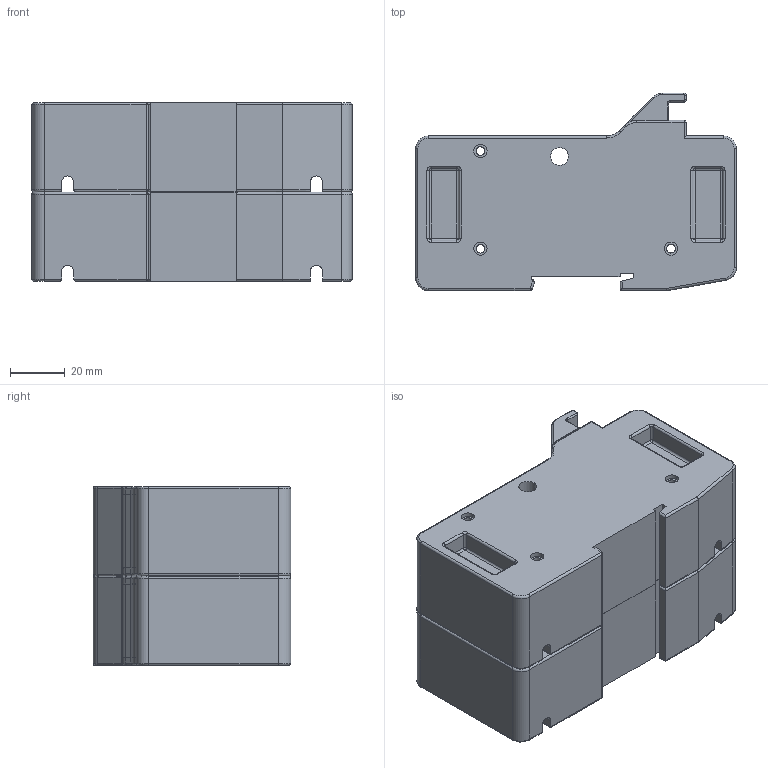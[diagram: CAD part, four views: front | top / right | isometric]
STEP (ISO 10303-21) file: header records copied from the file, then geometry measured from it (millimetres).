
FILE_DESCRIPTION (( 'STEP AP214' ), '1' );
FILE_NAME ('CH30J2L.step', '2017-11-09T21:12:30', ( '' ), ( '' ), 'SwSTEP 2.0', 'SolidWorks 2017', '' );
FILE_SCHEMA (( 'AUTOMOTIVE_DESIGN' ));
Length unit declared in the file: inch
Products named in the file (1): CH30J2L
Bounding box: 116.61 x 71.83 x 64.96 mm (x, y, z)
Volume: 385958.3 mm3; surface area: 66694.5 mm2
Topology: 4 solids, 4 shells, 566 faces, 1374 edges, 792 vertices
Faces by surface type: cylinder 286, plane 162, torus 60, sphere 40, bspline 18
Entity records: 16521 total; most frequent: CARTESIAN_POINT 3333, DIRECTION 2926, ORIENTED_EDGE 2660, EDGE_CURVE 1330, AXIS2_PLACEMENT_3D 1123, VERTEX_POINT 792, LINE 680, VECTOR 680
